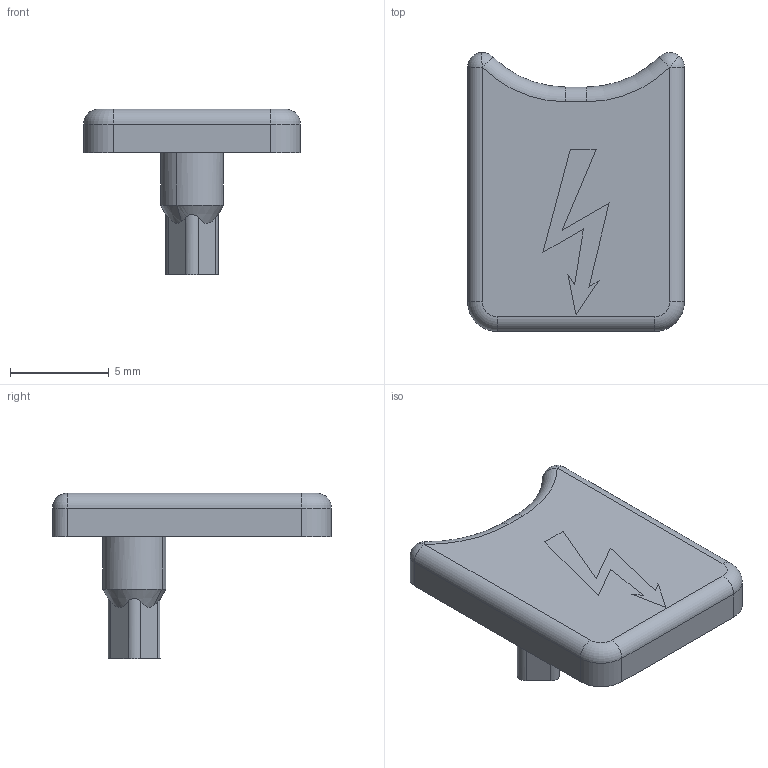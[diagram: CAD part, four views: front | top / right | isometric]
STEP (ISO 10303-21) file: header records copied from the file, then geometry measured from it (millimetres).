
FILE_DESCRIPTION(('CATIA V5R20 STEP214','CAx-IF Rec.Pracs.--- Model Styling and Organization---1.2---2011-12-15'),'2;1');
FILE_NAME ('347155_1', '2015-08-25T09:46:41+00:00', ('Weidmueller Interface'), ('Weidmueller'), 'CATIA Version 5-6 Release 2014 SP4', 'CATIA V5 STEP AP214', 'none');
FILE_SCHEMA(('AUTOMOTIVE_DESIGN { 1 0 10303 214 1 1 1 1 }'));
Length unit declared in the file: millimetre
Products named in the file (1): 1745210000_ZAD_5_5
Bounding box: 11 x 14.15 x 8.4 mm (x, y, z)
Volume: 347.3 mm3; surface area: 456.6 mm2
Topology: 2 solids, 2 shells, 62 faces, 156 edges, 96 vertices
Faces by surface type: plane 36, cylinder 16, torus 4, sphere 4, cone 2
Entity records: 1856 total; most frequent: CARTESIAN_POINT 377, ORIENTED_EDGE 304, DIRECTION 251, EDGE_CURVE 152, AXIS2_PLACEMENT_3D 98, VERTEX_POINT 96, VECTOR 93, LINE 93
